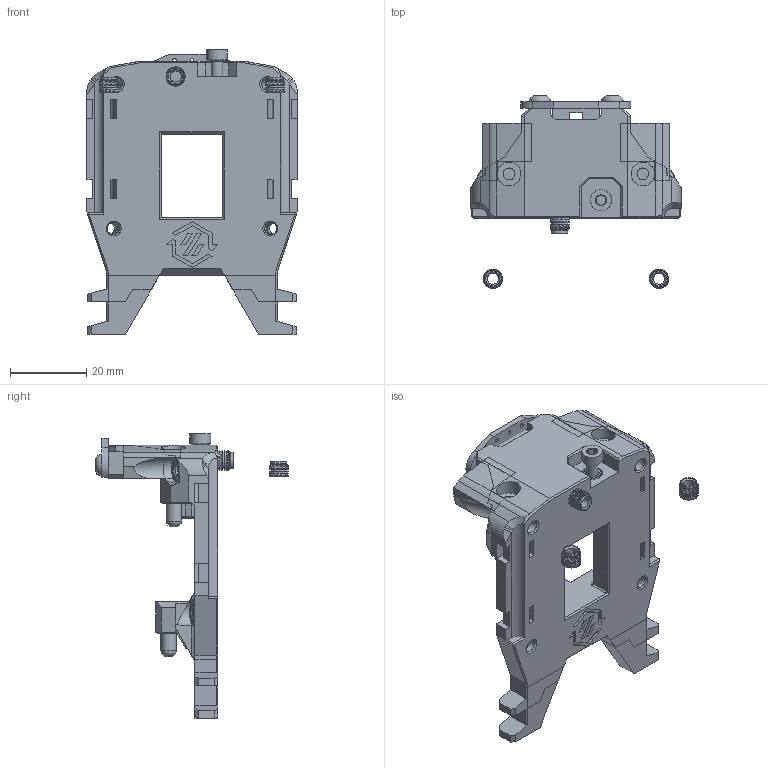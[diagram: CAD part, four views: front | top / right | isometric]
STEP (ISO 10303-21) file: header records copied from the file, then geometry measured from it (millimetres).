
FILE_DESCRIPTION(/* description */ (''),/* implementation_level */ '2;1');
FILE_NAME(/* name */ 'BlackBird.step',/* time_stamp */ '2024-11-15T17:34:18-07:00',/* author */ (''),/* organization */ (''),/* preprocessor_version */ 'ST-DEVELOPER v20',/* originating_system */ 'Autodesk Translation Framework v13.20.0.188',/* authorisation */ '');
FILE_SCHEMA (('AUTOMOTIVE_DESIGN { 1 0 10303 214 3 1 1 }'));
Length unit declared in the file: millimetre
Products named in the file (17): BlackBird SC V1.1R2; Backplate; SC Plates; Addons; Hardware (2); Pins 4x12 Rounded; Tap_Sensor; Board; Sensor; M3x6 BHCS (2); M3x6 FHCS (7) (1); M3x6 FHCS (7) (1) (1); M3 5x4 Heatset Insert(Mirror) (2)(Mirror) (1); M3x8 SHCS; M3 5x4 Heatset Insert(Mirror) (2); Pins 4x12 Rounded (1); Pins 4x12 Rounded (2)
Assembly tree (23 placements, depth 4):
  BlackBird SC V1.1R2
    Backplate
      SC Plates
      Addons
    Hardware (2)
      Pins 4x12 Rounded
      Tap_Sensor
        Board
        Sensor
        M3x6 BHCS (2)  x2
      M3x6 FHCS (7) (1)
      M3x6 FHCS (7) (1) (1)
      M3 5x4 Heatset Insert(Mirror) (2)  x7
      M3 5x4 Heatset Insert(Mirror) (2)(Mirror) (1)
      M3x8 SHCS
      Pins 4x12 Rounded (1)
      Pins 4x12 Rounded (2)
Bounding box: 55.07 x 50.42 x 74.45 mm (x, y, z)
Volume: 29317.8 mm3; surface area: 18661.6 mm2
Topology: 25 solids, 25 shells, 1692 faces, 4633 edges, 3055 vertices
Faces by surface type: bspline 651, plane 532, cylinder 351, cone 156, torus 2
Full cylindrical faces by diameter (mm): 0.87 x5, 1 x3, 1.8 x1, 2 x1, 2.7 x2, 2.8 x4, 2.9 x8, 3 x11, 3.1 x5, 3.2 x4, 4 x3, 4.1 x8, 4.25 x16, 4.7 x2, 4.8 x3, 5.5 x1, 5.54 x2, 5.7 x2, 6.1 x1, 6.2 x4
Entity records: 39713 total; most frequent: CARTESIAN_POINT 17480, ORIENTED_EDGE 4784, DIRECTION 4064, EDGE_CURVE 2392, VERTEX_POINT 1567, LINE 1374, VECTOR 1374, AXIS2_PLACEMENT_3D 1345
